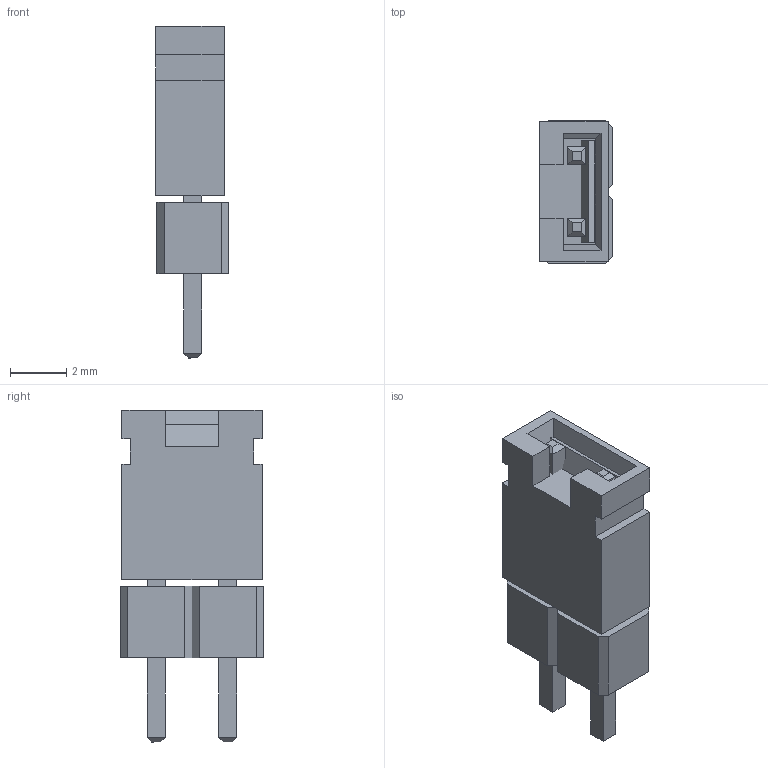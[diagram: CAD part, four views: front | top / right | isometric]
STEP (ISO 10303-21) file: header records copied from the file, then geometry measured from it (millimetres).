
FILE_DESCRIPTION(/* description */ ('','CAx-IF Rec.Pracs.---Representation and Presentation of Product Manufacturing Information (PMI)---4.0---2014-10-13'),/* implementation_level */ '2;1');
FILE_NAME(/* name */ 'pin_jumper_2.54mm.step',/* time_stamp */ '2025-12-05T11:18:05+01:00',/* author */ ('idomi'),/* organization */ (''),/* preprocessor_version */ 'ST-DEVELOPER v19.2',/* originating_system */ 'Autodesk Inventor 2024',/* authorisation */ '');
FILE_SCHEMA (('AP242_MANAGED_MODEL_BASED_3D_ENGINEERING_MIM_LF { 1 0 10303 442 1 1 4 }'));
Length unit declared in the file: millimetre
Products named in the file (3): pin_jumper_2.54mm; 26m5017_142270-1; PinHeader_1x02_P254mm_Vertical
Assembly tree (2 placements, depth 2):
  pin_jumper_2.54mm
    26m5017_142270-1
    PinHeader_1x02_P254mm_Vertical
Bounding box: 2.59 x 5.08 x 11.8 mm (x, y, z)
Volume: 101.1 mm3; surface area: 246.9 mm2
Topology: 2 solids, 2 shells, 108 faces, 263 edges, 166 vertices
Faces by surface type: plane 107, cylinder 1
Full cylindrical faces by diameter (mm): 1.02 x1
Entity records: 3426 total; most frequent: CARTESIAN_POINT 576, DIRECTION 547, ORIENTED_EDGE 526, EDGE_CURVE 263, LINE 257, VECTOR 257, VERTEX_POINT 166, AXIS2_PLACEMENT_3D 145
